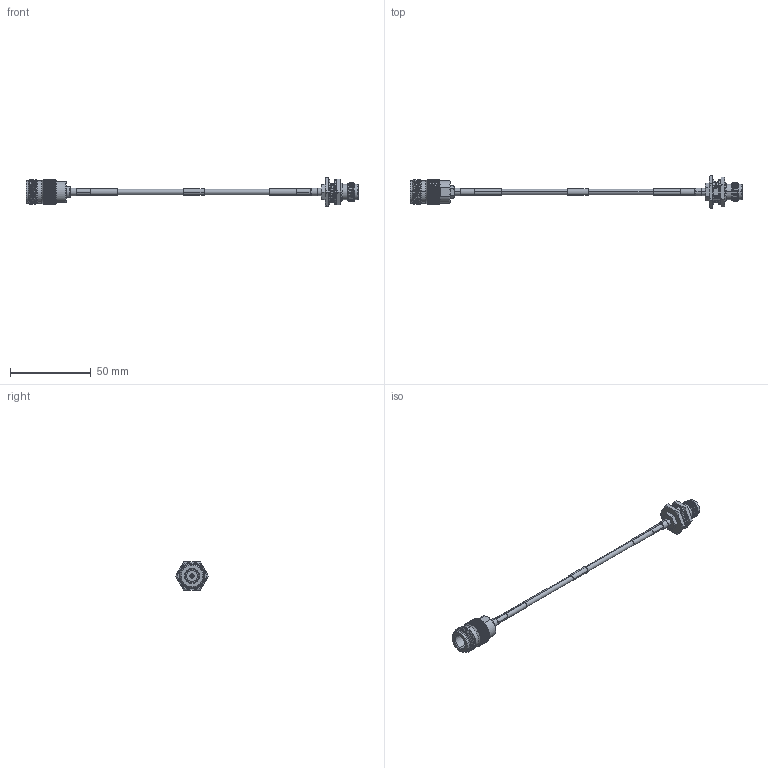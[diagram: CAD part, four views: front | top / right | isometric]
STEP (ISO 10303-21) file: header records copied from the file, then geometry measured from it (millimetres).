
FILE_DESCRIPTION (( 'STEP AP214' ), '1' );
FILE_NAME ('LCCA30521_3D.STEP', '2020-05-11T12:29:41', ( '' ), ( '' ), 'SwSTEP 2.0', 'SolidWorks 2018', '' );
FILE_SCHEMA (( 'AUTOMOTIVE_DESIGN' ));
Length unit declared in the file: inch
Products named in the file (6): 1AW01-003_.152 ID; LCCN3055; LCCA30521_3D; LC141TBJ-PROD; LC141TBJ (141 Formable with HeatShrink); LCCN3064
Assembly tree (7 placements, depth 3):
  LCCA30521_3D
    LC141TBJ-PROD
      LC141TBJ (141 Formable with HeatShrink)
      1AW01-003_.152 ID  x3
    LCCN3055
    LCCN3064
Bounding box: 205.03 x 20.18 x 17.48 mm (x, y, z)
Volume: 7732.2 mm3; surface area: 9493.8 mm2
Topology: 12 solids, 12 shells, 2649 faces, 5775 edges, 3175 vertices
Faces by surface type: bspline 1879, cylinder 588, plane 108, cone 74
Entity records: 113810 total; most frequent: CARTESIAN_POINT 76628, ORIENTED_EDGE 11502, EDGE_CURVE 5751, VERTEX_POINT 3159, EDGE_LOOP 2676, DIRECTION 2651, FACE_OUTER_BOUND 2637, ADVANCED_FACE 2637
